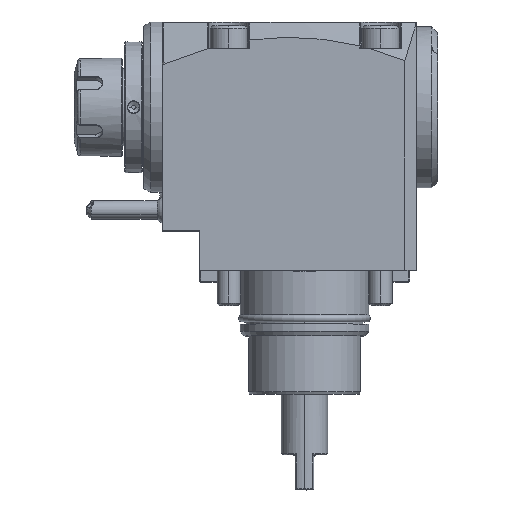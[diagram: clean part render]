
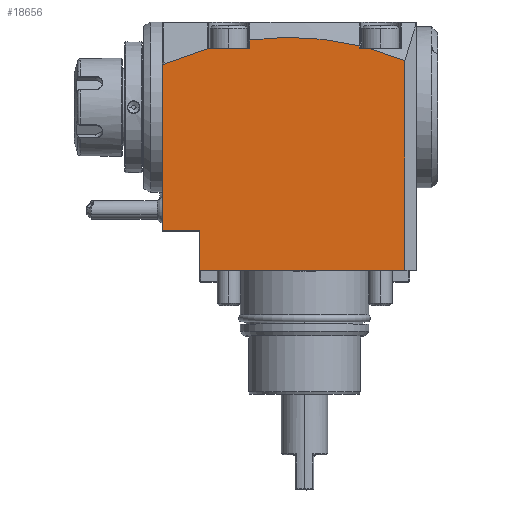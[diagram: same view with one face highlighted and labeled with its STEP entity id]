
A CAD part, top view. The second image highlights one B-rep face of the part: STEP entity #18656.
In plain terms, the highlighted planar face has unit normal (0, 0, 1).
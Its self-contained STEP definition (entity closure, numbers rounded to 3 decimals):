
#120=DIRECTION('',(-1.,0.,0.));
#121=VECTOR('',#120,18.023);
#122=CARTESIAN_POINT('',(37.5,95.,42.));
#123=LINE('',#122,#121);
#458=DIRECTION('',(0.,1.,0.));
#459=VECTOR('',#458,89.954);
#460=CARTESIAN_POINT('',(104.,0.,42.));
#461=LINE('',#460,#459);
#485=DIRECTION('',(-1.,0.,0.));
#486=VECTOR('',#485,88.);
#487=CARTESIAN_POINT('',(104.,0.,42.));
#488=LINE('',#487,#486);
#757=DIRECTION('',(0.,1.,0.));
#758=VECTOR('',#757,71.473);
#759=CARTESIAN_POINT('',(0.,17.,42.));
#760=LINE('',#759,#758);
#8220=DIRECTION('',(-1.,0.,0.));
#8221=VECTOR('',#8220,1.);
#8222=CARTESIAN_POINT('',(1.,88.473,42.));
#8223=LINE('',#8222,#8221);
#8228=DIRECTION('',(0.,1.,0.));
#8229=VECTOR('',#8228,17.);
#8230=CARTESIAN_POINT('',(16.,0.,42.));
#8231=LINE('',#8230,#8229);
#8232=DIRECTION('',(1.,0.,0.));
#8233=VECTOR('',#8232,16.);
#8234=CARTESIAN_POINT('',(0.,17.,42.));
#8235=LINE('',#8234,#8233);
#8236=CARTESIAN_POINT('',(19.464,95.048,42.));
#8237=CARTESIAN_POINT('',(13.16,93.277,42.));
#8238=CARTESIAN_POINT('',(7.012,91.067,42.));
#8239=CARTESIAN_POINT('',(1.,88.473,42.));
#8241=DIRECTION('',(-0.268,0.963,0.));
#8242=VECTOR('',#8241,0.049);
#8243=CARTESIAN_POINT('',(19.477,95.,42.));
#8244=LINE('',#8243,#8242);
#8245=DIRECTION('',(0.,-1.,0.));
#8246=VECTOR('',#8245,3.799);
#8247=CARTESIAN_POINT('',(37.5,98.799,42.));
#8248=LINE('',#8247,#8246);
#8249=CARTESIAN_POINT('',(37.5,98.799,42.));
#8250=CARTESIAN_POINT('',(53.323,100.937,42.));
#8251=CARTESIAN_POINT('',(68.987,100.033,42.));
#8252=CARTESIAN_POINT('',(84.5,96.252,42.));
#8254=DIRECTION('',(0.,1.,0.));
#8255=VECTOR('',#8254,1.252);
#8256=CARTESIAN_POINT('',(84.5,95.,42.));
#8257=LINE('',#8256,#8255);
#8258=CARTESIAN_POINT('',(89.259,95.,42.));
#8259=CARTESIAN_POINT('',(94.264,93.587,42.));
#8260=CARTESIAN_POINT('',(99.175,91.896,42.));
#8261=CARTESIAN_POINT('',(104.,89.954,42.));
#8290=CARTESIAN_POINT('',(37.5,98.799,42.));
#8389=DIRECTION('',(-1.,0.,0.));
#8390=VECTOR('',#8389,4.759);
#8391=CARTESIAN_POINT('',(89.259,95.,42.));
#8392=LINE('',#8391,#8390);
#11539=VERTEX_POINT('',#8258);
#11540=VERTEX_POINT('',#8261);
#11558=CARTESIAN_POINT('',(19.477,95.,42.));
#11560=VERTEX_POINT('',#11558);
#11571=CARTESIAN_POINT('',(19.464,95.048,42.));
#11572=VERTEX_POINT('',#11571);
#11576=VERTEX_POINT('',#8290);
#11577=CARTESIAN_POINT('',(37.5,95.,42.));
#11578=VERTEX_POINT('',#11577);
#11597=VERTEX_POINT('',#8252);
#11611=CARTESIAN_POINT('',(84.5,95.,42.));
#11613=VERTEX_POINT('',#11611);
#12404=CARTESIAN_POINT('',(104.,0.,42.));
#12405=VERTEX_POINT('',#12404);
#12446=CARTESIAN_POINT('',(0.,17.,42.));
#12447=CARTESIAN_POINT('',(16.,17.,42.));
#12448=VERTEX_POINT('',#12446);
#12449=VERTEX_POINT('',#12447);
#12450=CARTESIAN_POINT('',(16.,0.,42.));
#12451=VERTEX_POINT('',#12450);
#12458=CARTESIAN_POINT('',(0.,88.473,42.));
#12459=VERTEX_POINT('',#12458);
#12467=CARTESIAN_POINT('',(1.,88.473,42.));
#12469=VERTEX_POINT('',#12467);
#18629=CARTESIAN_POINT('',(0.,106.5,42.));
#18630=DIRECTION('',(0.,0.,1.));
#18631=DIRECTION('',(0.,-1.,0.));
#18632=AXIS2_PLACEMENT_3D('',#18629,#18630,#18631);
#18633=PLANE('',#18632);
#18634=ORIENTED_EDGE('',*,*,#13182,.F.);
#18635=ORIENTED_EDGE('',*,*,#13209,.T.);
#18636=ORIENTED_EDGE('',*,*,#13331,.T.);
#18638=ORIENTED_EDGE('',*,*,#18637,.F.);
#18639=ORIENTED_EDGE('',*,*,#13590,.T.);
#18640=ORIENTED_EDGE('',*,*,#18623,.F.);
#18641=ORIENTED_EDGE('',*,*,#18599,.F.);
#18642=ORIENTED_EDGE('',*,*,#12907,.F.);
#18643=ORIENTED_EDGE('',*,*,#12833,.F.);
#18645=ORIENTED_EDGE('',*,*,#18644,.F.);
#18647=ORIENTED_EDGE('',*,*,#18646,.T.);
#18649=ORIENTED_EDGE('',*,*,#18648,.F.);
#18651=ORIENTED_EDGE('',*,*,#18650,.F.);
#18653=ORIENTED_EDGE('',*,*,#18652,.T.);
#18654=EDGE_LOOP('',(#18634,#18635,#18636,#18638,#18639,#18640,#18641,#18642,
#18643,#18645,#18647,#18649,#18651,#18653));
#18655=FACE_OUTER_BOUND('',#18654,.F.);
#8240=B_SPLINE_CURVE_WITH_KNOTS('',3,(#8236,#8237,#8238,#8239),.UNSPECIFIED.,
.F.,.F.,(4,4),(0.,1.),.UNSPECIFIED.);
#8253=B_SPLINE_CURVE_WITH_KNOTS('',3,(#8249,#8250,#8251,#8252),.UNSPECIFIED.,
.F.,.F.,(4,4),(0.,1.),.UNSPECIFIED.);
#8262=B_SPLINE_CURVE_WITH_KNOTS('',3,(#8258,#8259,#8260,#8261),.UNSPECIFIED.,
.F.,.F.,(4,4),(0.,1.),.UNSPECIFIED.);
#12833=EDGE_CURVE('',#11578,#11560,#123,.T.);
#12907=EDGE_CURVE('',#11560,#11572,#8244,.T.);
#13182=EDGE_CURVE('',#12405,#11540,#461,.T.);
#13209=EDGE_CURVE('',#12405,#12451,#488,.T.);
#13331=EDGE_CURVE('',#12451,#12449,#8231,.T.);
#13590=EDGE_CURVE('',#12448,#12459,#760,.T.);
#18599=EDGE_CURVE('',#11572,#12469,#8240,.T.);
#18623=EDGE_CURVE('',#12469,#12459,#8223,.T.);
#18637=EDGE_CURVE('',#12448,#12449,#8235,.T.);
#18644=EDGE_CURVE('',#11576,#11578,#8248,.T.);
#18646=EDGE_CURVE('',#11576,#11597,#8253,.T.);
#18648=EDGE_CURVE('',#11613,#11597,#8257,.T.);
#18650=EDGE_CURVE('',#11539,#11613,#8392,.T.);
#18652=EDGE_CURVE('',#11539,#11540,#8262,.T.);
#18656=ADVANCED_FACE('',(#18655),#18633,.T.);
